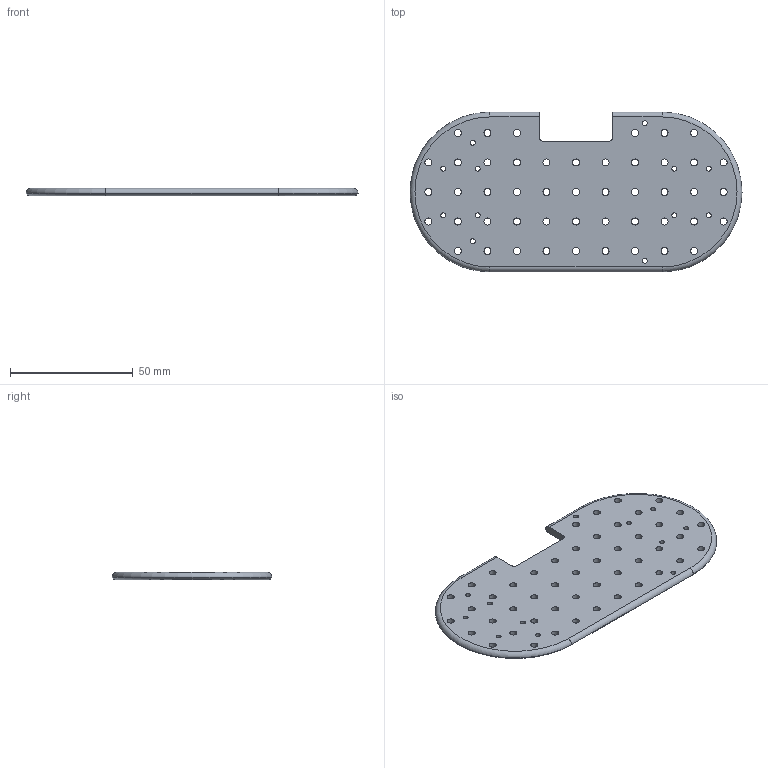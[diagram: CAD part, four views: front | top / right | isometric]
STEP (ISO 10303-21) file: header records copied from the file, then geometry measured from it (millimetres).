
FILE_DESCRIPTION(/* description */ (''),/* implementation_level */ '2;1');
FILE_NAME(/* name */ 'LidarMountPlate.stp',/* time_stamp */ '2020-06-09T14:55:22+02:00',/* author */ ('jguck'),/* organization */ (''),/* preprocessor_version */ 'ST-DEVELOPER v17',/* originating_system */ 'Autodesk Inventor 2019',/* authorisation */ '');
FILE_SCHEMA (('AUTOMOTIVE_DESIGN { 1 0 10303 214 3 1 1 }'));
Length unit declared in the file: millimetre
Products named in the file (1): sensor_mount
Bounding box: 135 x 65 x 3 mm (x, y, z)
Volume: 21074.1 mm3; surface area: 16471.8 mm2
Topology: 1 solids, 1 shells, 77 faces, 281 edges, 206 vertices
Faces by surface type: cylinder 68, plane 5, torus 4
Full cylindrical faces by diameter (mm): 2 x12, 2.85 x48
Entity records: 3484 total; most frequent: DIRECTION 639, CARTESIAN_POINT 565, ORIENTED_EDGE 562, EDGE_CURVE 281, AXIS2_PLACEMENT_3D 280, VERTEX_POINT 206, CIRCLE 202, EDGE_LOOP 197
